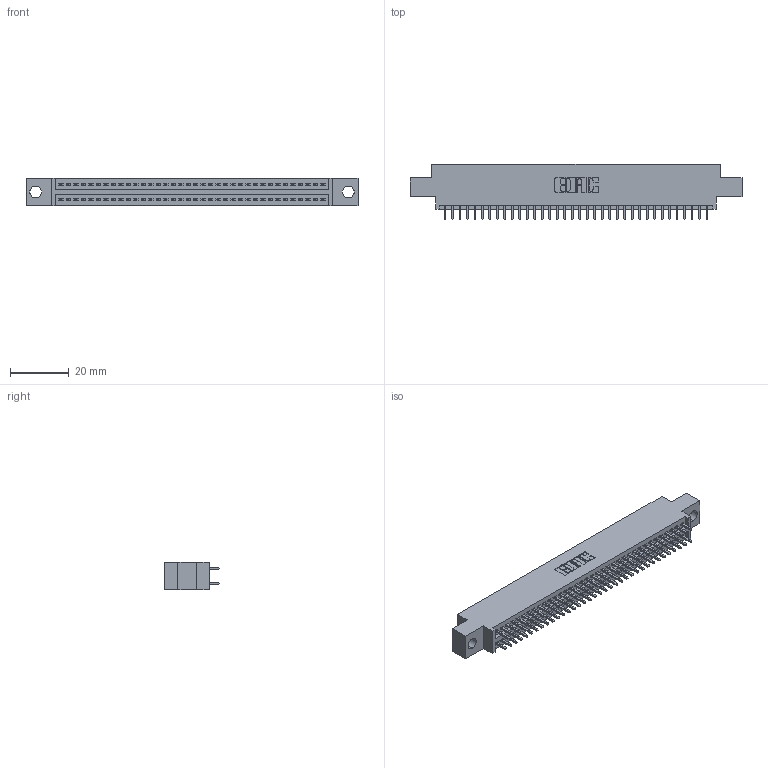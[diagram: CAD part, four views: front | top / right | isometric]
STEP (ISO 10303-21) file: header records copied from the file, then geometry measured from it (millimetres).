
FILE_DESCRIPTION (( 'STEP AP203' ), '1' );
FILE_NAME ('345-072-521-804.STEP', '2018-10-02T04:19:03', ( '' ), ( '' ), 'SwSTEP 2.0', 'SolidWorks 2016', '' );
FILE_SCHEMA (( 'CONFIG_CONTROL_DESIGN' ));
Length unit declared in the file: inch
Products named in the file (3): 345-072-521-804; 345 Part_0.170 Offset - 0.156 Dia-TH; 345-292-001_345-293-121
Assembly tree (73 placements, depth 2):
  345-072-521-804
    345 Part_0.170 Offset - 0.156 Dia-TH
    345-292-001_345-293-121  x72
Bounding box: 112.65 x 18.72 x 9.4 mm (x, y, z)
Volume: 10656.5 mm3; surface area: 15403.3 mm2
Topology: 73 solids, 73 shells, 3730 faces, 11081 edges, 7290 vertices
Faces by surface type: plane 2460, cylinder 1270
Entity records: 29207 total; most frequent: CARTESIAN_POINT 4904, ORIENTED_EDGE 4838, DIRECTION 4331, EDGE_CURVE 2419, LINE 2143, VECTOR 2143, VERTEX_POINT 1610, AXIS2_PLACEMENT_3D 1094
